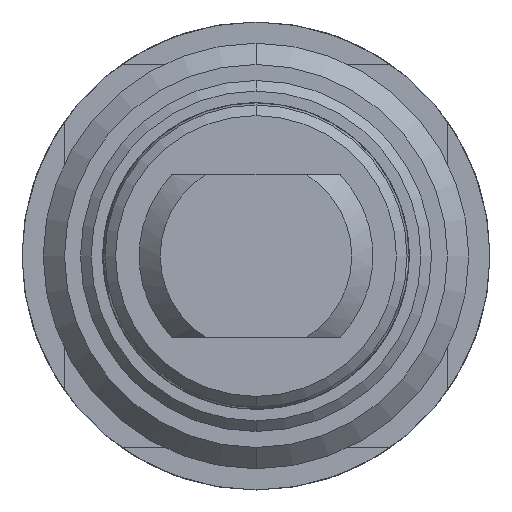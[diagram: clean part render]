
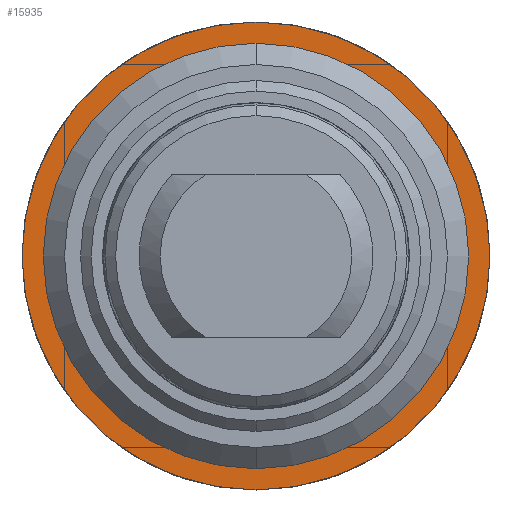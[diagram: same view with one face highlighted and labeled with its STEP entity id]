
A CAD part, front view. The second image highlights one B-rep face of the part: STEP entity #15935.
In plain terms, the highlighted planar face has unit normal (0, -1, 0).
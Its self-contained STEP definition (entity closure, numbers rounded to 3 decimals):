
#617 = CARTESIAN_POINT ( 'NONE',  ( 0., 0., 0. ) ) ;
#758 = CIRCLE ( 'NONE', #10757, 1.1 ) ;
#1532 = EDGE_LOOP ( 'NONE', ( #6443, #2999 ) ) ;
#1564 = CARTESIAN_POINT ( 'NONE',  ( 1.1, 0., 0. ) ) ;
#1794 = VERTEX_POINT ( 'NONE', #3882 ) ;
#2661 = DIRECTION ( 'NONE',  ( 0., -1., 0. ) ) ;
#2999 = ORIENTED_EDGE ( 'NONE', *, *, #15222, .T. ) ;
#3155 = FACE_OUTER_BOUND ( 'NONE', #1532, .T. ) ;
#3169 = CIRCLE ( 'NONE', #7543, 0.9 ) ;
#3197 = VERTEX_POINT ( 'NONE', #9678 ) ;
#3526 = VERTEX_POINT ( 'NONE', #14390 ) ;
#3570 = EDGE_LOOP ( 'NONE', ( #14364, #14799 ) ) ;
#3882 = CARTESIAN_POINT ( 'NONE',  ( 0., 0., -1.1 ) ) ;
#4158 = DIRECTION ( 'NONE',  ( 0., 0., -1. ) ) ;
#4580 = DIRECTION ( 'NONE',  ( 0., 0., -1. ) ) ;
#4941 = FACE_BOUND ( 'NONE', #3570, .T. ) ;
#5073 = AXIS2_PLACEMENT_3D ( 'NONE', #15423, #2661, #18247 ) ;
#5587 = EDGE_CURVE ( 'Defeature ausgef�hrt2_28+Defeature ausgef�hrt2_29+Defeature ausgef�hrt2_29+Defeature ausgef�hrt2_29', #1794, #3197, #14246, .T. ) ;
#6443 = ORIENTED_EDGE ( 'NONE', *, *, #5587, .T. ) ;
#6472 = CIRCLE ( 'NONE', #8144, 0.9 ) ;
#7543 = AXIS2_PLACEMENT_3D ( 'NONE', #17578, #7588, #17451 ) ;
#7588 = DIRECTION ( 'NONE',  ( 0., -1., 0. ) ) ;
#8144 = AXIS2_PLACEMENT_3D ( 'NONE', #17850, #17914, #4158 ) ;
#8333 = EDGE_CURVE ( 'Defeature ausgef�hrt2_19+Defeature ausgef�hrt2_28+Defeature ausgef�hrt2_28+Defeature ausgef�hrt2_28', #3526, #12383, #6472, .T. ) ;
#9139 = DIRECTION ( 'NONE',  ( 0., 0., -1. ) ) ;
#9678 = CARTESIAN_POINT ( 'NONE',  ( 0., 0., 1.1 ) ) ;
#10685 = DIRECTION ( 'NONE',  ( 0., -1., 0. ) ) ;
#10757 = AXIS2_PLACEMENT_3D ( 'NONE', #617, #10685, #9139 ) ;
#11563 = AXIS2_PLACEMENT_3D ( 'NONE', #1564, #14271, #4580 ) ;
#12383 = VERTEX_POINT ( 'NONE', #13560 ) ;
#12922 = PLANE ( 'NONE',  #11563 ) ;
#13560 = CARTESIAN_POINT ( 'NONE',  ( 0., 0., 0.9 ) ) ;
#13664 = EDGE_CURVE ( 'Defeature ausgef�hrt2_19+Defeature ausgef�hrt2_28+Defeature ausgef�hrt2_28+Defeature ausgef�hrt2_28', #12383, #3526, #3169, .T. ) ;
#14246 = CIRCLE ( 'NONE', #5073, 1.1 ) ;
#14271 = DIRECTION ( 'NONE',  ( 0., -1., 0. ) ) ;
#14364 = ORIENTED_EDGE ( 'NONE', *, *, #8333, .F. ) ;
#14390 = CARTESIAN_POINT ( 'NONE',  ( 0., 0., -0.9 ) ) ;
#14799 = ORIENTED_EDGE ( 'NONE', *, *, #13664, .F. ) ;
#15222 = EDGE_CURVE ( 'Defeature ausgef�hrt2_28+Defeature ausgef�hrt2_29+Defeature ausgef�hrt2_29+Defeature ausgef�hrt2_29', #3197, #1794, #758, .T. ) ;
#15423 = CARTESIAN_POINT ( 'NONE',  ( 0., 0., 0. ) ) ;
#15935 = ADVANCED_FACE ( 'Defeature ausgef�hrt2_28', ( #3155, #4941 ), #12922, .T. ) ;
#17451 = DIRECTION ( 'NONE',  ( 0., 0., -1. ) ) ;
#17578 = CARTESIAN_POINT ( 'NONE',  ( 0., 0., 0. ) ) ;
#17850 = CARTESIAN_POINT ( 'NONE',  ( 0., 0., 0. ) ) ;
#17914 = DIRECTION ( 'NONE',  ( 0., -1., 0. ) ) ;
#18247 = DIRECTION ( 'NONE',  ( 0., 0., -1. ) ) ;
